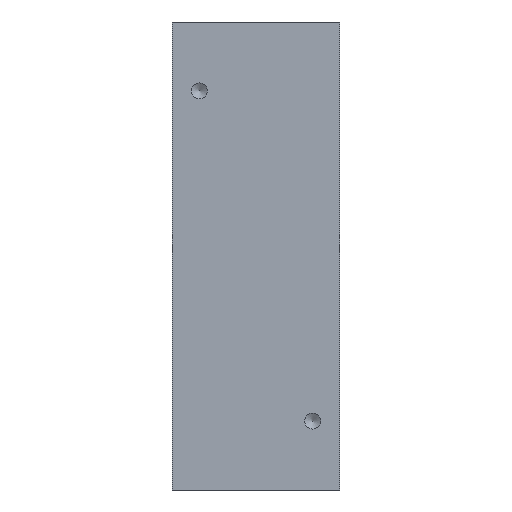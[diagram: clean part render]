
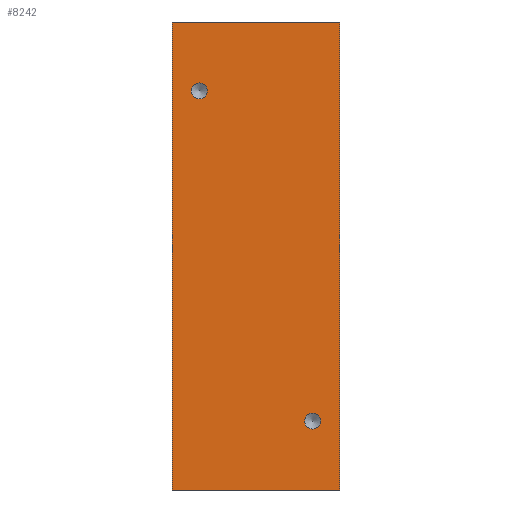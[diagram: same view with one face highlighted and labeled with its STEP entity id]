
A CAD part, front view. The second image highlights one B-rep face of the part: STEP entity #8242.
In plain terms, the highlighted planar face has unit normal (0, -1, 0).
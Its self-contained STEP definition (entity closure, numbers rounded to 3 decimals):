
#564=LINE('',#13607,#1131);
#565=LINE('',#13610,#1132);
#566=LINE('',#13612,#1133);
#567=LINE('',#13613,#1134);
#1131=VECTOR('',#10852,95.);
#1132=VECTOR('',#10855,34.);
#1133=VECTOR('',#10856,34.);
#1134=VECTOR('',#10857,95.);
#1583=PLANE('',#9015);
#1766=FACE_BOUND('',#2705,.T.);
#1767=FACE_BOUND('',#2706,.T.);
#2107=FACE_OUTER_BOUND('',#2704,.T.);
#2704=EDGE_LOOP('',(#6447,#6448,#6449,#6450));
#2705=EDGE_LOOP('',(#6451));
#2706=EDGE_LOOP('',(#6452));
#3179=CIRCLE('',#9016,1.621);
#3180=CIRCLE('',#9017,1.621);
#3814=VERTEX_POINT('',#13600);
#3817=VERTEX_POINT('',#13605);
#3818=VERTEX_POINT('',#13609);
#3819=VERTEX_POINT('',#13611);
#3820=VERTEX_POINT('',#13614);
#3821=VERTEX_POINT('',#13616);
#4748=EDGE_CURVE('',#3817,#3814,#564,.T.);
#4749=EDGE_CURVE('',#3818,#3814,#565,.T.);
#4750=EDGE_CURVE('',#3817,#3819,#566,.T.);
#4751=EDGE_CURVE('',#3819,#3818,#567,.T.);
#4752=EDGE_CURVE('',#3820,#3820,#3179,.T.);
#4753=EDGE_CURVE('',#3821,#3821,#3180,.T.);
#6447=ORIENTED_EDGE('',*,*,#4749,.T.);
#6448=ORIENTED_EDGE('',*,*,#4748,.F.);
#6449=ORIENTED_EDGE('',*,*,#4750,.T.);
#6450=ORIENTED_EDGE('',*,*,#4751,.T.);
#6451=ORIENTED_EDGE('',*,*,#4752,.T.);
#6452=ORIENTED_EDGE('',*,*,#4753,.T.);
#8242=ADVANCED_FACE('',(#2107,#1766,#1767),#1583,.T.);
#9015=AXIS2_PLACEMENT_3D('',#13608,#10853,#10854);
#9016=AXIS2_PLACEMENT_3D('',#13615,#10858,#10859);
#9017=AXIS2_PLACEMENT_3D('',#13617,#10860,#10861);
#10852=DIRECTION('',(0.,0.,-1.));
#10853=DIRECTION('center_axis',(0.,-1.,0.));
#10854=DIRECTION('ref_axis',(0.,0.,-1.));
#10855=DIRECTION('',(1.,0.,0.));
#10856=DIRECTION('',(-1.,0.,0.));
#10857=DIRECTION('',(0.,0.,-1.));
#10858=DIRECTION('center_axis',(0.,1.,0.));
#10859=DIRECTION('ref_axis',(1.,0.,0.));
#10860=DIRECTION('center_axis',(0.,1.,0.));
#10861=DIRECTION('ref_axis',(1.,0.,0.));
#13600=CARTESIAN_POINT('',(-24.702,-214.943,-7.386));
#13605=CARTESIAN_POINT('',(-24.702,-214.943,87.614));
#13607=CARTESIAN_POINT('',(-24.702,-214.943,87.614));
#13608=CARTESIAN_POINT('Origin',(-58.702,-214.943,87.614));
#13609=CARTESIAN_POINT('',(-58.702,-214.943,-7.386));
#13610=CARTESIAN_POINT('',(-24.702,-214.943,-7.386));
#13611=CARTESIAN_POINT('',(-58.702,-214.943,87.614));
#13612=CARTESIAN_POINT('',(-24.702,-214.943,87.614));
#13613=CARTESIAN_POINT('',(-58.702,-214.943,87.614));
#13614=CARTESIAN_POINT('',(-28.581,-214.943,6.614));
#13615=CARTESIAN_POINT('Origin',(-30.202,-214.943,6.614));
#13616=CARTESIAN_POINT('',(-51.581,-214.943,73.614));
#13617=CARTESIAN_POINT('Origin',(-53.202,-214.943,73.614));
